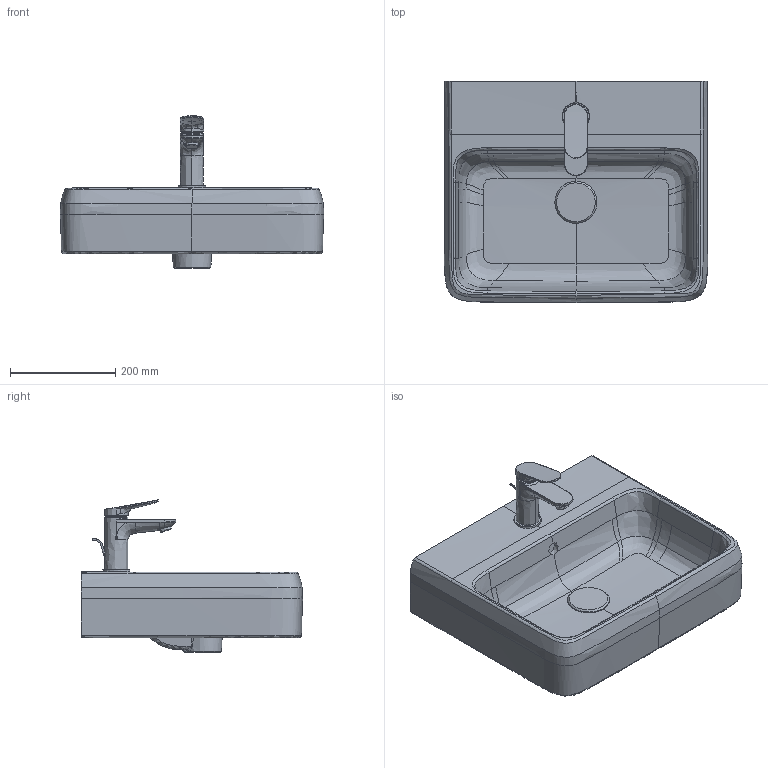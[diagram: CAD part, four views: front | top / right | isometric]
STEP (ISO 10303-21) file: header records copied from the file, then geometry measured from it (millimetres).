
FILE_DESCRIPTION(/* description */ (''),/* implementation_level */ '2;1');
FILE_NAME(/* name */ '238250',/* time_stamp */ '2022-12-05T14:56:59+01:00',/* author */ (''),/* organization */ (''),/* preprocessor_version */ 'ST-DEVELOPER v15',/* originating_system */ '',/* authorisation */ '');
FILE_SCHEMA (('AUTOMOTIVE_DESIGN'));
Length unit declared in the file: millimetre
Products named in the file (1): Document
Bounding box: 499.92 x 419.96 x 289.66 mm (x, y, z)
Volume: 9575957.7 mm3; surface area: 892410.4 mm2
Topology: 7 solids, 10 shells, 607 faces, 1464 edges, 865 vertices
Faces by surface type: bspline 535, plane 72
Entity records: 74996 total; most frequent: CARTESIAN_POINT 66377, ORIENTED_EDGE 2878, EDGE_CURVE 1447, B_SPLINE_CURVE_WITH_KNOTS 1022, VERTEX_POINT 865, EDGE_LOOP 631, ADVANCED_FACE 607, FACE_OUTER_BOUND 607
